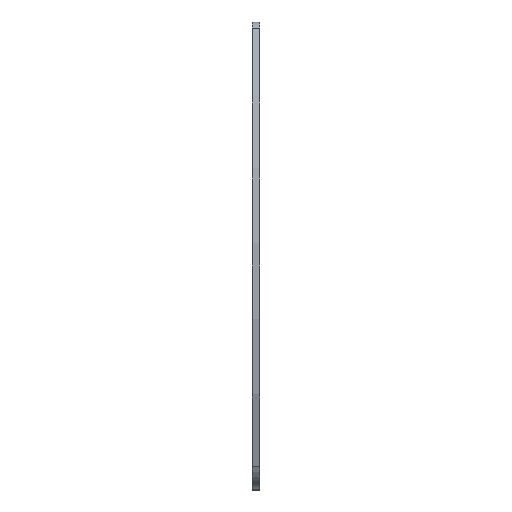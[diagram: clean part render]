
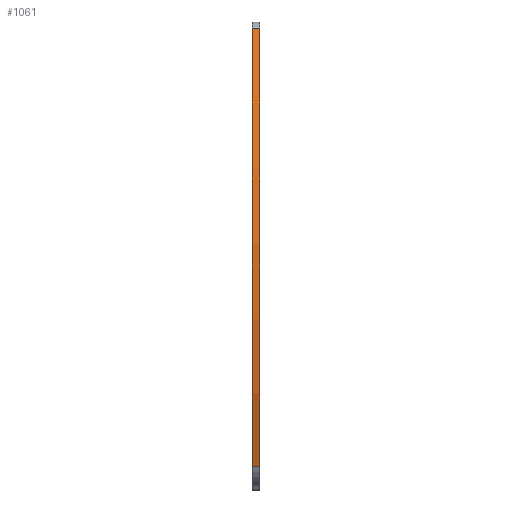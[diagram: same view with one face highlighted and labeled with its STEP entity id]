
A CAD part, top view. The second image highlights one B-rep face of the part: STEP entity #1061.
In plain terms, the highlighted cylindrical face has radius 113.645 mm (diameter 227.289 mm), a partial arc.
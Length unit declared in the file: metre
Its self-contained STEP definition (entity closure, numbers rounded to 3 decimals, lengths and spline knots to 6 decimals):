
#28=CIRCLE('',#1463,0.113645);
#29=CIRCLE('',#1464,0.113645);
#98=CYLINDRICAL_SURFACE('',#1462,0.113645);
#193=ORIENTED_EDGE('',*,*,#446,.T.);
#194=ORIENTED_EDGE('',*,*,#447,.F.);
#195=ORIENTED_EDGE('',*,*,#448,.F.);
#196=ORIENTED_EDGE('',*,*,#444,.T.);
#444=EDGE_CURVE('',#565,#564,#664,.T.);
#446=EDGE_CURVE('',#564,#566,#28,.T.);
#447=EDGE_CURVE('',#567,#566,#665,.T.);
#448=EDGE_CURVE('',#565,#567,#29,.T.);
#564=VERTEX_POINT('',#1982);
#565=VERTEX_POINT('',#1984);
#566=VERTEX_POINT('',#1988);
#567=VERTEX_POINT('',#1990);
#664=LINE('',#1983,#719);
#665=LINE('',#1989,#720);
#719=VECTOR('',#1659,1.);
#720=VECTOR('',#1666,1.);
#756=EDGE_LOOP('',(#193,#194,#195,#196));
#875=FACE_BOUND('',#756,.T.);
#1061=ADVANCED_FACE('',(#875),#98,.T.);
#1462=AXIS2_PLACEMENT_3D('',#1986,#1662,#1663);
#1463=AXIS2_PLACEMENT_3D('',#1987,#1664,#1665);
#1464=AXIS2_PLACEMENT_3D('',#1991,#1667,#1668);
#1659=DIRECTION('',(-1.,0.,0.));
#1662=DIRECTION('',(-1.,0.,0.));
#1663=DIRECTION('',(0.,1.,0.));
#1664=DIRECTION('',(1.,0.,0.));
#1665=DIRECTION('',(0.,-1.,0.));
#1666=DIRECTION('',(-1.,0.,0.));
#1667=DIRECTION('',(1.,0.,0.));
#1668=DIRECTION('',(0.,-1.,0.));
#1982=CARTESIAN_POINT('',(0.,-1.041833,-0.467354));
#1983=CARTESIAN_POINT('',(0.001626,-1.041833,-0.467354));
#1984=CARTESIAN_POINT('',(0.001626,-1.041833,-0.467354));
#1986=CARTESIAN_POINT('',(0.001626,-1.101528,-0.564058));
#1987=CARTESIAN_POINT('',(0.,-1.101528,-0.564058));
#1988=CARTESIAN_POINT('',(0.,-1.142075,-0.457892));
#1989=CARTESIAN_POINT('',(0.001626,-1.142075,-0.457892));
#1990=CARTESIAN_POINT('',(0.001626,-1.142075,-0.457892));
#1991=CARTESIAN_POINT('',(0.001626,-1.101528,-0.564058));
